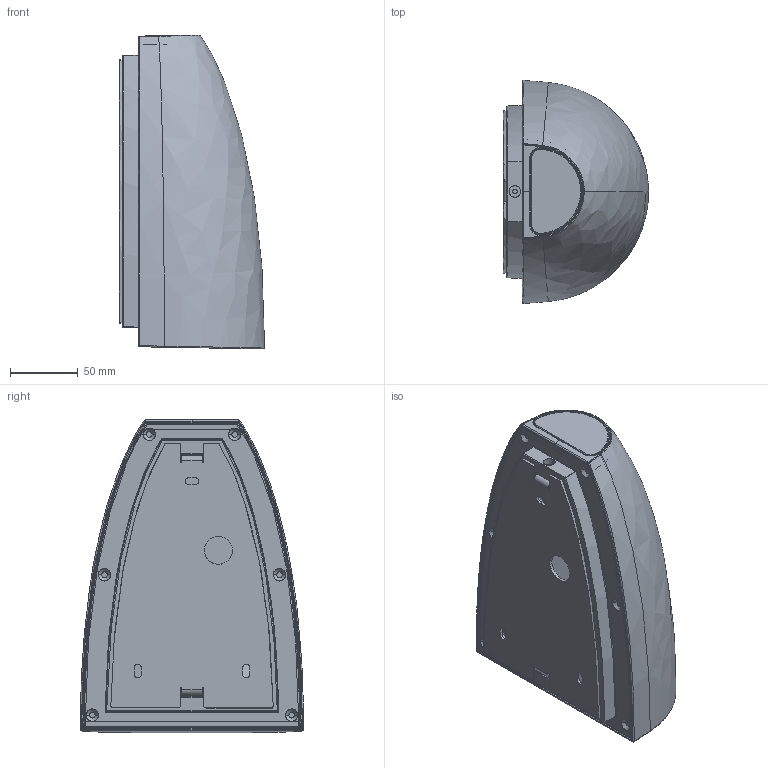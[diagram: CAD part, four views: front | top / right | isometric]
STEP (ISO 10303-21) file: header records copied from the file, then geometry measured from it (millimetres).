
FILE_DESCRIPTION(/* description */ (''),/* implementation_level */ '2;1');
FILE_NAME(/* name */ 'Molla_3DnoViti',/* time_stamp */ '2012-06-20T09:20:50+02:00',/* author */ (''),/* organization */ (''),/* preprocessor_version */ 'ST-DEVELOPER v10',/* originating_system */ '',/* authorisation */ '');
FILE_SCHEMA (('CONFIG_CONTROL_DESIGN'));
Length unit declared in the file: millimetre
Products named in the file (1): 1
Bounding box: 107 x 164.57 x 231.39 mm (x, y, z)
Volume: 85912.7 mm3; surface area: 273781 mm2
Topology: 3 solids, 5 shells, 410 faces, 1016 edges, 566 vertices
Faces by surface type: bspline 321, plane 89
Entity records: 15267 total; most frequent: CARTESIAN_POINT 9760, ORIENTED_EDGE 1895, EDGE_CURVE 983, VERTEX_POINT 565, EDGE_LOOP 443, ADVANCED_FACE 410, FACE_OUTER_BOUND 410, B_SPLINE_CURVE_WITH_KNOTS 382
